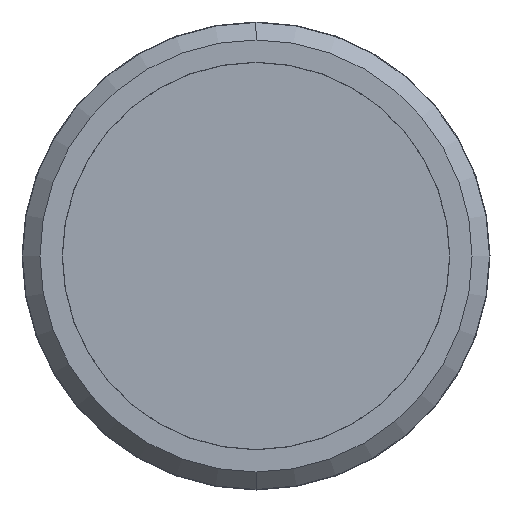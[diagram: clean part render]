
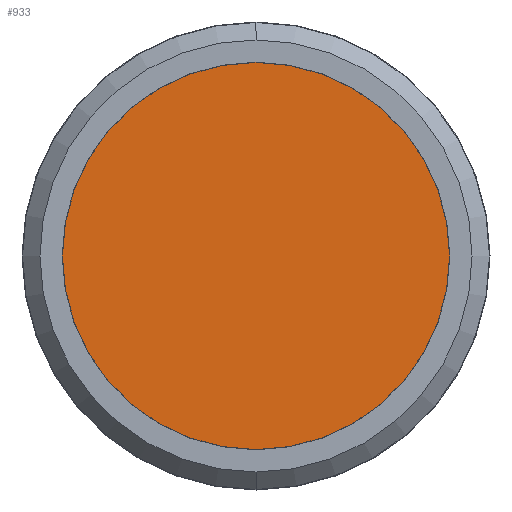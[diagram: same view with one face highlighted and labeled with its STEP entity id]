
A CAD part, front view. The second image highlights one B-rep face of the part: STEP entity #933.
In plain terms, the highlighted planar face has unit normal (0, -1, 0).
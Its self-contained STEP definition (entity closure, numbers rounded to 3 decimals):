
#933=ADVANCED_FACE('',(#1871),#1872,.T.);
#1871=FACE_OUTER_BOUND('',#2853,.T.);
#1872=PLANE('',#2854);
#2853=EDGE_LOOP('',(#5303,#5304));
#2854=AXIS2_PLACEMENT_3D('',#5305,#5306,#5307);
#5303=ORIENTED_EDGE('',*,*,#5341,.T.);
#5304=ORIENTED_EDGE('',*,*,#6255,.T.);
#5305=CARTESIAN_POINT('',(0.0,-0.01,6.204));
#5306=DIRECTION('',(0.0,-1.0,0.0));
#5307=DIRECTION('',(0.0,0.0,1.0));
#5341=EDGE_CURVE('',#6270,#6274,#6276,.T.);
#6255=EDGE_CURVE('',#6274,#6270,#7511,.T.);
#6270=VERTEX_POINT('',#7530);
#6274=VERTEX_POINT('',#7535);
#6276=CIRCLE('',#7538,12.408);
#7511=CIRCLE('',#9260,12.408);
#7530=CARTESIAN_POINT('',(0.0,-0.01,12.408));
#7535=CARTESIAN_POINT('',(0.,-0.01,-12.408));
#7538=AXIS2_PLACEMENT_3D('',#9284,#9285,#9286);
#9260=AXIS2_PLACEMENT_3D('',#10503,#10504,#10505);
#9284=CARTESIAN_POINT('',(0.0,-0.01,0.0));
#9285=DIRECTION('',(0.0,-1.0,0.0));
#9286=DIRECTION('',(0.0,0.0,1.0));
#10503=CARTESIAN_POINT('',(0.0,-0.01,0.0));
#10504=DIRECTION('',(0.0,-1.0,0.0));
#10505=DIRECTION('',(0.0,0.0,1.0));
